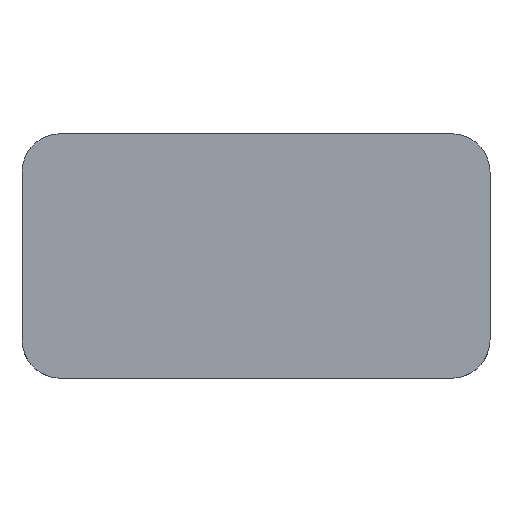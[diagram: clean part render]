
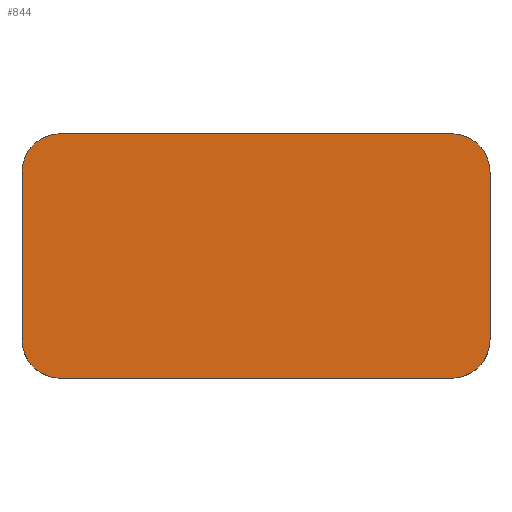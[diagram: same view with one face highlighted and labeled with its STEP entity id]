
A CAD part, top view. The second image highlights one B-rep face of the part: STEP entity #844.
In plain terms, the highlighted planar face has unit normal (0, 0, 1).
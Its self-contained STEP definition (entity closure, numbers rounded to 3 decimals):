
#103=LINE('',#1449,#176);
#106=LINE('',#1457,#179);
#109=LINE('',#1465,#182);
#111=LINE('',#1471,#184);
#176=VECTOR('',#1176,10.);
#179=VECTOR('',#1185,10.);
#182=VECTOR('',#1194,10.);
#184=VECTOR('',#1202,10.);
#206=PLANE('',#956);
#250=FACE_OUTER_BOUND('',#298,.T.);
#298=EDGE_LOOP('',(#755,#756,#757,#758,#759,#760,#761,#762));
#348=CIRCLE('',#945,5.5);
#349=CIRCLE('',#948,5.5);
#350=CIRCLE('',#951,5.5);
#351=CIRCLE('',#954,5.5);
#425=VERTEX_POINT('',#1441);
#426=VERTEX_POINT('',#1443);
#427=VERTEX_POINT('',#1447);
#428=VERTEX_POINT('',#1451);
#429=VERTEX_POINT('',#1455);
#430=VERTEX_POINT('',#1459);
#431=VERTEX_POINT('',#1463);
#432=VERTEX_POINT('',#1467);
#537=EDGE_CURVE('',#426,#425,#348,.T.);
#540=EDGE_CURVE('',#425,#427,#103,.T.);
#542=EDGE_CURVE('',#427,#428,#349,.T.);
#544=EDGE_CURVE('',#428,#429,#106,.T.);
#546=EDGE_CURVE('',#429,#430,#350,.T.);
#548=EDGE_CURVE('',#430,#431,#109,.T.);
#550=EDGE_CURVE('',#431,#432,#351,.T.);
#551=EDGE_CURVE('',#432,#426,#111,.T.);
#755=ORIENTED_EDGE('',*,*,#544,.T.);
#756=ORIENTED_EDGE('',*,*,#546,.T.);
#757=ORIENTED_EDGE('',*,*,#548,.T.);
#758=ORIENTED_EDGE('',*,*,#550,.T.);
#759=ORIENTED_EDGE('',*,*,#551,.T.);
#760=ORIENTED_EDGE('',*,*,#537,.T.);
#761=ORIENTED_EDGE('',*,*,#540,.T.);
#762=ORIENTED_EDGE('',*,*,#542,.T.);
#844=ADVANCED_FACE('',(#250),#206,.T.);
#945=AXIS2_PLACEMENT_3D('',#1444,#1170,#1171);
#948=AXIS2_PLACEMENT_3D('',#1453,#1180,#1181);
#951=AXIS2_PLACEMENT_3D('',#1461,#1189,#1190);
#954=AXIS2_PLACEMENT_3D('',#1469,#1198,#1199);
#956=AXIS2_PLACEMENT_3D('',#1472,#1203,#1204);
#1170=DIRECTION('center_axis',(0.,0.,1.));
#1171=DIRECTION('ref_axis',(1.,0.,0.));
#1176=DIRECTION('',(-1.,0.,0.));
#1180=DIRECTION('center_axis',(0.,0.,1.));
#1181=DIRECTION('ref_axis',(0.,1.,0.));
#1185=DIRECTION('',(0.,-1.,0.));
#1189=DIRECTION('center_axis',(0.,0.,1.));
#1190=DIRECTION('ref_axis',(-1.,0.,0.));
#1194=DIRECTION('',(1.,0.,0.));
#1198=DIRECTION('center_axis',(0.,0.,1.));
#1199=DIRECTION('ref_axis',(0.,-1.,0.));
#1202=DIRECTION('',(0.,1.,0.));
#1203=DIRECTION('center_axis',(0.,0.,1.));
#1204=DIRECTION('ref_axis',(1.,0.,0.));
#1441=CARTESIAN_POINT('',(28.,17.5,5.));
#1443=CARTESIAN_POINT('',(33.5,12.,5.));
#1444=CARTESIAN_POINT('Origin',(28.,12.,5.));
#1447=CARTESIAN_POINT('',(-28.,17.5,5.));
#1449=CARTESIAN_POINT('',(28.,17.5,5.));
#1451=CARTESIAN_POINT('',(-33.5,12.,5.));
#1453=CARTESIAN_POINT('Origin',(-28.,12.,5.));
#1455=CARTESIAN_POINT('',(-33.5,-12.,5.));
#1457=CARTESIAN_POINT('',(-33.5,12.,5.));
#1459=CARTESIAN_POINT('',(-28.,-17.5,5.));
#1461=CARTESIAN_POINT('Origin',(-28.,-12.,5.));
#1463=CARTESIAN_POINT('',(28.,-17.5,5.));
#1465=CARTESIAN_POINT('',(-28.,-17.5,5.));
#1467=CARTESIAN_POINT('',(33.5,-12.,5.));
#1469=CARTESIAN_POINT('Origin',(28.,-12.,5.));
#1471=CARTESIAN_POINT('',(33.5,-12.,5.));
#1472=CARTESIAN_POINT('Origin',(0.,0.,5.));
